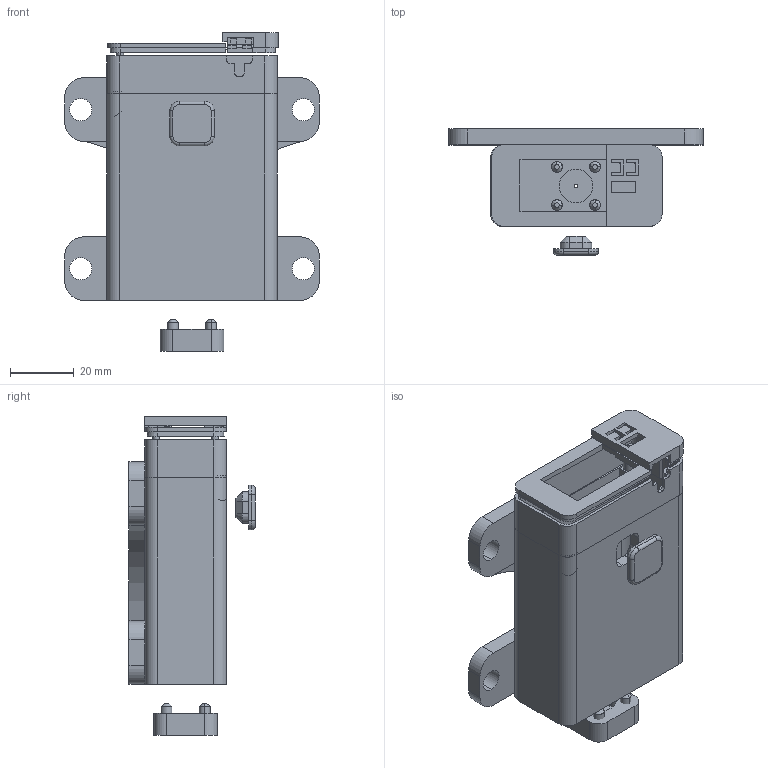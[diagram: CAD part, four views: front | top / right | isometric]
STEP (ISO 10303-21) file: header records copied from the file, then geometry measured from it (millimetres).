
FILE_DESCRIPTION(/* description */ ('VariCAD 2019-1.04 AP-214'),/* implementation_level */ '2;1');
FILE_NAME(/* name */ 'SSSM-Feather-ESP32-S3-TFT-box.stp',/* time_stamp */ '2023-01-14T16:10:10-05:00',/* author */ (''),/* organization */ (''),/* preprocessor_version */ 'VariCAD 2019-1.04',/* originating_system */ 'VariCAD 2019-1.04; kernel version (20180118)',/* authorisation */ '');
FILE_SCHEMA(('AUTOMOTIVE_DESIGN'));
Length unit declared in the file: millimetre
Products named in the file (16): SSSM-Feather-ESP32-S3-TFT-box; Feather TFT v91; Feather TFT v93; Feather TFT v92
Assembly tree (15 placements, depth 2):
  SSSM-Feather-ESP32-S3-TFT-box
    (unnamed)
    (unnamed)
    (unnamed)
    (unnamed)
    (unnamed)
    (unnamed)
    Feather TFT v91
    (unnamed)
    Feather TFT v93
    Feather TFT v92
    (unnamed)
    (unnamed)
    (unnamed)
    (unnamed)
    (unnamed)
Bounding box: 80 x 39.66 x 100.2 mm (x, y, z)
Volume: 44085.7 mm3; surface area: 42049.2 mm2
Topology: 15 solids, 15 shells, 378 faces, 981 edges, 632 vertices
Faces by surface type: plane 216, cylinder 130, cone 18, torus 10, bspline 2, sphere 2
Entity records: 13086 total; most frequent: CARTESIAN_POINT 2626, DIRECTION 2080, ORIENTED_EDGE 1962, EDGE_CURVE 981, AXIS2_PLACEMENT_3D 718, LINE 644, VECTOR 644, VERTEX_POINT 633
